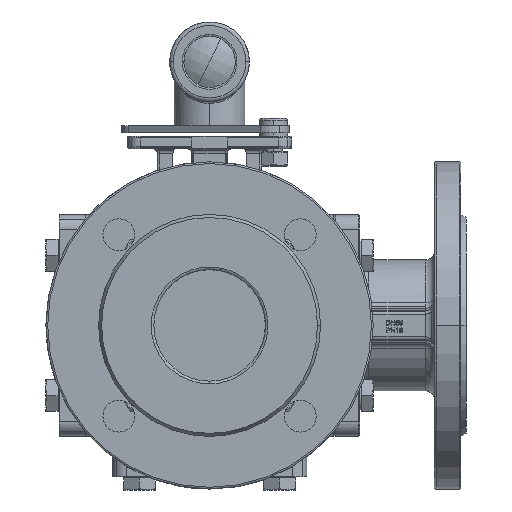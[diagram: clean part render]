
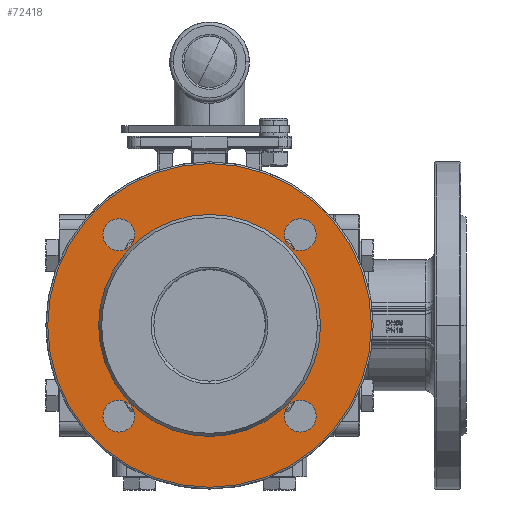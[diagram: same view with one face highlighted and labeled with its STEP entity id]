
A CAD part, left-side view. The second image highlights one B-rep face of the part: STEP entity #72418.
In plain terms, the highlighted planar face has unit normal (-1, 0, 0).
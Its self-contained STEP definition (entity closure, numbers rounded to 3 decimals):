
#25220=CARTESIAN_POINT('',(-142.,62.732,0.));
#25221=VERTEX_POINT('',#25220);
#25237=CARTESIAN_POINT('',(-142.,-62.732,0.));
#25238=VERTEX_POINT('',#25237);
#25245=CARTESIAN_POINT('',(-142.,-0.,0.));
#25246=DIRECTION('',(1.,0.,-0.));
#25247=DIRECTION('',(-0.,1.,-0.));
#25248=AXIS2_PLACEMENT_3D('',#25245,#25246,#25247);
#25249=CIRCLE('',#25248,62.732);
#25250=EDGE_CURVE('',#25221,#25238,#25249,.T.);
#25260=CARTESIAN_POINT('',(-142.,51.265,-42.265));
#25261=VERTEX_POINT('',#25260);
#25270=CARTESIAN_POINT('',(-142.,51.265,-60.265));
#25271=VERTEX_POINT('',#25270);
#25272=CARTESIAN_POINT('',(-142.,51.265,-51.265));
#25273=DIRECTION('',(1.,0.,-0.));
#25274=DIRECTION('',(0.,0.,1.));
#25275=AXIS2_PLACEMENT_3D('',#25272,#25273,#25274);
#25276=CIRCLE('',#25275,9.);
#25277=EDGE_CURVE('',#25271,#25261,#25276,.T.);
#25302=CARTESIAN_POINT('',(-142.,51.265,60.265));
#25303=VERTEX_POINT('',#25302);
#25312=CARTESIAN_POINT('',(-142.,51.265,42.265));
#25313=VERTEX_POINT('',#25312);
#25314=CARTESIAN_POINT('',(-142.,51.265,51.265));
#25315=DIRECTION('',(1.,0.,-0.));
#25316=DIRECTION('',(0.,0.,1.));
#25317=AXIS2_PLACEMENT_3D('',#25314,#25315,#25316);
#25318=CIRCLE('',#25317,9.);
#25319=EDGE_CURVE('',#25313,#25303,#25318,.T.);
#25344=CARTESIAN_POINT('',(-142.,-51.265,60.265));
#25345=VERTEX_POINT('',#25344);
#25354=CARTESIAN_POINT('',(-142.,-51.265,42.265));
#25355=VERTEX_POINT('',#25354);
#25356=CARTESIAN_POINT('',(-142.,-51.265,51.265));
#25357=DIRECTION('',(1.,0.,-0.));
#25358=DIRECTION('',(0.,0.,1.));
#25359=AXIS2_PLACEMENT_3D('',#25356,#25357,#25358);
#25360=CIRCLE('',#25359,9.);
#25361=EDGE_CURVE('',#25355,#25345,#25360,.T.);
#25386=CARTESIAN_POINT('',(-142.,-51.265,-42.265));
#25387=VERTEX_POINT('',#25386);
#25396=CARTESIAN_POINT('',(-142.,-51.265,-60.265));
#25397=VERTEX_POINT('',#25396);
#25398=CARTESIAN_POINT('',(-142.,-51.265,-51.265));
#25399=DIRECTION('',(1.,0.,-0.));
#25400=DIRECTION('',(0.,0.,1.));
#25401=AXIS2_PLACEMENT_3D('',#25398,#25399,#25400);
#25402=CIRCLE('',#25401,9.);
#25403=EDGE_CURVE('',#25397,#25387,#25402,.T.);
#26877=CARTESIAN_POINT('',(-142.,-0.,-91.5));
#26878=VERTEX_POINT('',#26877);
#26888=CARTESIAN_POINT('',(-142.,-0.,91.5));
#26889=VERTEX_POINT('',#26888);
#26890=CARTESIAN_POINT('',(-142.,-0.,0.));
#26891=DIRECTION('',(1.,0.,-0.));
#26892=DIRECTION('',(-0.,-0.,-1.));
#26893=AXIS2_PLACEMENT_3D('',#26890,#26891,#26892);
#26894=CIRCLE('',#26893,91.5);
#26895=EDGE_CURVE('',#26878,#26889,#26894,.T.);
#72329=CARTESIAN_POINT('',(-142.,-0.,0.));
#72330=DIRECTION('',(1.,0.,-0.));
#72331=DIRECTION('',(-0.,-0.,-1.));
#72332=AXIS2_PLACEMENT_3D('',#72329,#72330,#72331);
#72333=CIRCLE('',#72332,91.5);
#72334=EDGE_CURVE('',#26889,#26878,#72333,.T.);
#72359=CARTESIAN_POINT('',(-142.,77.616,0.));
#72360=DIRECTION('',(-1.,-0.,0.));
#72361=DIRECTION('',(0.,0.,1.));
#72362=AXIS2_PLACEMENT_3D('',#72359,#72360,#72361);
#72363=PLANE('',#72362);
#72364=ORIENTED_EDGE('',*,*,#72334,.F.);
#72365=ORIENTED_EDGE('',*,*,#26895,.F.);
#72366=EDGE_LOOP('',(#72364,#72365));
#72367=FACE_BOUND('',#72366,.T.);
#72368=CARTESIAN_POINT('',(-142.,-0.,0.));
#72369=DIRECTION('',(1.,0.,-0.));
#72370=DIRECTION('',(-0.,1.,-0.));
#72371=AXIS2_PLACEMENT_3D('',#72368,#72369,#72370);
#72372=CIRCLE('',#72371,62.732);
#72373=EDGE_CURVE('',#25238,#25221,#72372,.T.);
#72374=ORIENTED_EDGE('',*,*,#72373,.T.);
#72375=ORIENTED_EDGE('',*,*,#25250,.T.);
#72376=EDGE_LOOP('',(#72374,#72375));
#72377=FACE_BOUND('',#72376,.T.);
#72378=ORIENTED_EDGE('',*,*,#25277,.T.);
#72379=CARTESIAN_POINT('',(-142.,51.265,-51.265));
#72380=DIRECTION('',(1.,0.,-0.));
#72381=DIRECTION('',(0.,0.,1.));
#72382=AXIS2_PLACEMENT_3D('',#72379,#72380,#72381);
#72383=CIRCLE('',#72382,9.);
#72384=EDGE_CURVE('',#25261,#25271,#72383,.T.);
#72385=ORIENTED_EDGE('',*,*,#72384,.T.);
#72386=EDGE_LOOP('',(#72378,#72385));
#72387=FACE_BOUND('',#72386,.T.);
#72388=ORIENTED_EDGE('',*,*,#25319,.T.);
#72389=CARTESIAN_POINT('',(-142.,51.265,51.265));
#72390=DIRECTION('',(1.,0.,-0.));
#72391=DIRECTION('',(0.,0.,1.));
#72392=AXIS2_PLACEMENT_3D('',#72389,#72390,#72391);
#72393=CIRCLE('',#72392,9.);
#72394=EDGE_CURVE('',#25303,#25313,#72393,.T.);
#72395=ORIENTED_EDGE('',*,*,#72394,.T.);
#72396=EDGE_LOOP('',(#72388,#72395));
#72397=FACE_BOUND('',#72396,.T.);
#72398=ORIENTED_EDGE('',*,*,#25361,.T.);
#72399=CARTESIAN_POINT('',(-142.,-51.265,51.265));
#72400=DIRECTION('',(1.,0.,-0.));
#72401=DIRECTION('',(0.,0.,1.));
#72402=AXIS2_PLACEMENT_3D('',#72399,#72400,#72401);
#72403=CIRCLE('',#72402,9.);
#72404=EDGE_CURVE('',#25345,#25355,#72403,.T.);
#72405=ORIENTED_EDGE('',*,*,#72404,.T.);
#72406=EDGE_LOOP('',(#72398,#72405));
#72407=FACE_BOUND('',#72406,.T.);
#72408=ORIENTED_EDGE('',*,*,#25403,.T.);
#72409=CARTESIAN_POINT('',(-142.,-51.265,-51.265));
#72410=DIRECTION('',(1.,0.,-0.));
#72411=DIRECTION('',(0.,0.,1.));
#72412=AXIS2_PLACEMENT_3D('',#72409,#72410,#72411);
#72413=CIRCLE('',#72412,9.);
#72414=EDGE_CURVE('',#25387,#25397,#72413,.T.);
#72415=ORIENTED_EDGE('',*,*,#72414,.T.);
#72416=EDGE_LOOP('',(#72408,#72415));
#72417=FACE_BOUND('',#72416,.T.);
#72418=ADVANCED_FACE('',(#72367,#72377,#72387,#72397,#72407,#72417),#72363,.T.);
